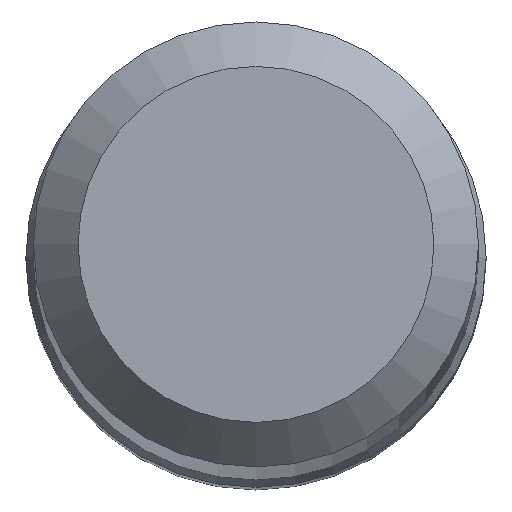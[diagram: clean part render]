
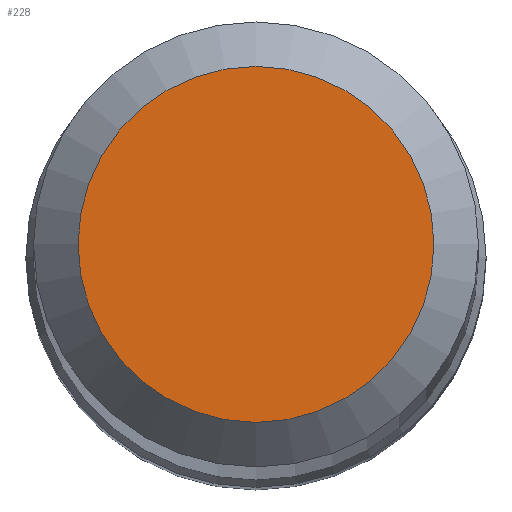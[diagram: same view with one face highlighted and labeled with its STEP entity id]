
A CAD part, top view. The second image highlights one B-rep face of the part: STEP entity #228.
In plain terms, the highlighted planar face has unit normal (0, 0, 1).
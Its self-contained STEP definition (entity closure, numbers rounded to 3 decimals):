
#37 = ORIENTED_EDGE ( 'NONE', *, *, #215, .F. ) ;
#44 = DIRECTION ( 'NONE',  ( 0., 0., 1. ) ) ;
#65 = FACE_OUTER_BOUND ( 'NONE', #225, .T. ) ;
#77 = VERTEX_POINT ( 'NONE', #187 ) ;
#85 = CARTESIAN_POINT ( 'NONE',  ( 0., 0., 80. ) ) ;
#92 = AXIS2_PLACEMENT_3D ( 'NONE', #85, #160, #232 ) ;
#124 = AXIS2_PLACEMENT_3D ( 'NONE', #211, #44, #199 ) ;
#145 = PLANE ( 'NONE',  #124 ) ;
#160 = DIRECTION ( 'NONE',  ( 0., 0., -1. ) ) ;
#187 = CARTESIAN_POINT ( 'NONE',  ( 0., 1.6, 80. ) ) ;
#199 = DIRECTION ( 'NONE',  ( 0., -1., 0. ) ) ;
#201 = CIRCLE ( 'NONE', #92, 1.6 ) ;
#211 = CARTESIAN_POINT ( 'NONE',  ( 0., 0., 80. ) ) ;
#215 = EDGE_CURVE ( 'NONE', #77, #77, #201, .T. ) ;
#225 = EDGE_LOOP ( 'NONE', ( #37 ) ) ;
#228 = ADVANCED_FACE ( 'NONE', ( #65 ), #145, .T. ) ;
#232 = DIRECTION ( 'NONE',  ( 0., 1., 0. ) ) ;
